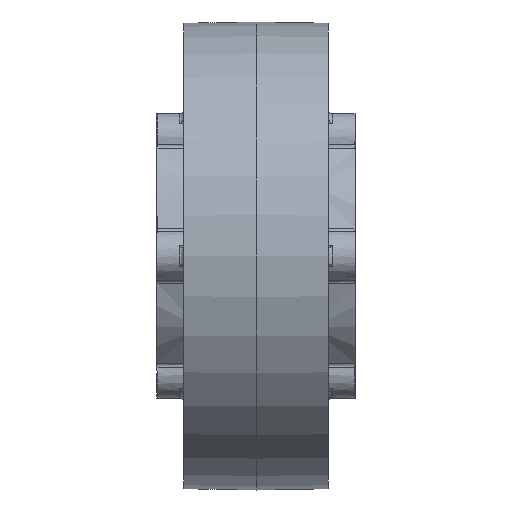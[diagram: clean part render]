
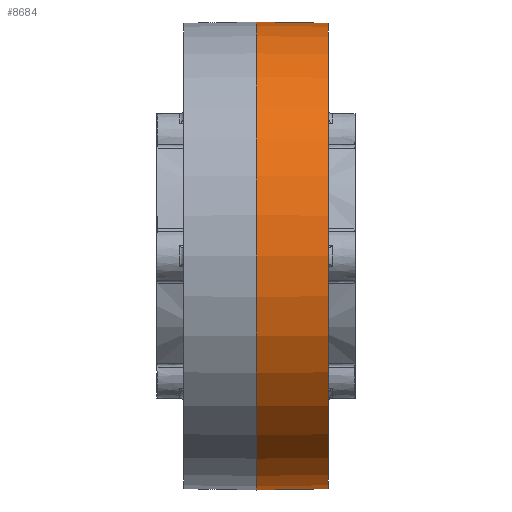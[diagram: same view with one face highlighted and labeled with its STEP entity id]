
A CAD part, front view. The second image highlights one B-rep face of the part: STEP entity #8684.
In plain terms, the highlighted conical face has half-angle 1 degrees and reference radius 41.275 mm.
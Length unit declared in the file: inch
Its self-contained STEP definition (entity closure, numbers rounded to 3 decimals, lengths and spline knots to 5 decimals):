
#1046=FACE_BOUND($,#1961,.T.);
#1108=CONICAL_SURFACE($,#9431,1.625,0.017);
#1334=FACE_OUTER_BOUND($,#1960,.T.);
#1960=EDGE_LOOP($,(#5804));
#1961=EDGE_LOOP($,(#5805));
#2732=CIRCLE($,#9432,1.61627);
#2733=CIRCLE($,#9433,1.625);
#3536=VERTEX_POINT($,#13577);
#3537=VERTEX_POINT($,#13579);
#4376=EDGE_CURVE($,#3536,#3536,#2732,.T.);
#4377=EDGE_CURVE($,#3537,#3537,#2733,.T.);
#5804=ORIENTED_EDGE($,*,*,#4376,.F.);
#5805=ORIENTED_EDGE($,*,*,#4377,.F.);
#8684=ADVANCED_FACE($,(#1334,#1046),#1108,.T.);
#9431=AXIS2_PLACEMENT_3D($,#13576,#10879,#10880);
#9432=AXIS2_PLACEMENT_3D($,#13578,#10881,#10882);
#9433=AXIS2_PLACEMENT_3D($,#13580,#10883,#10884);
#10879=DIRECTION('center_axis',(-1.,0.,0.));
#10880=DIRECTION('ref_axis',(0.,0.,
-1.));
#10881=DIRECTION('center_axis',(1.,0.,0.));
#10882=DIRECTION('ref_axis',(0.,0.,
-1.));
#10883=DIRECTION('center_axis',(-1.,0.,0.));
#10884=DIRECTION('ref_axis',(0.,0.,
-1.));
#13576=CARTESIAN_POINT('Origin',(0.,0.,0.));
#13577=CARTESIAN_POINT('',(0.5,0.,-1.61627));
#13578=CARTESIAN_POINT('Origin',(0.5,0.,0.));
#13579=CARTESIAN_POINT('',(0.,0.,
-1.625));
#13580=CARTESIAN_POINT('Origin',(0.,0.,0.));
